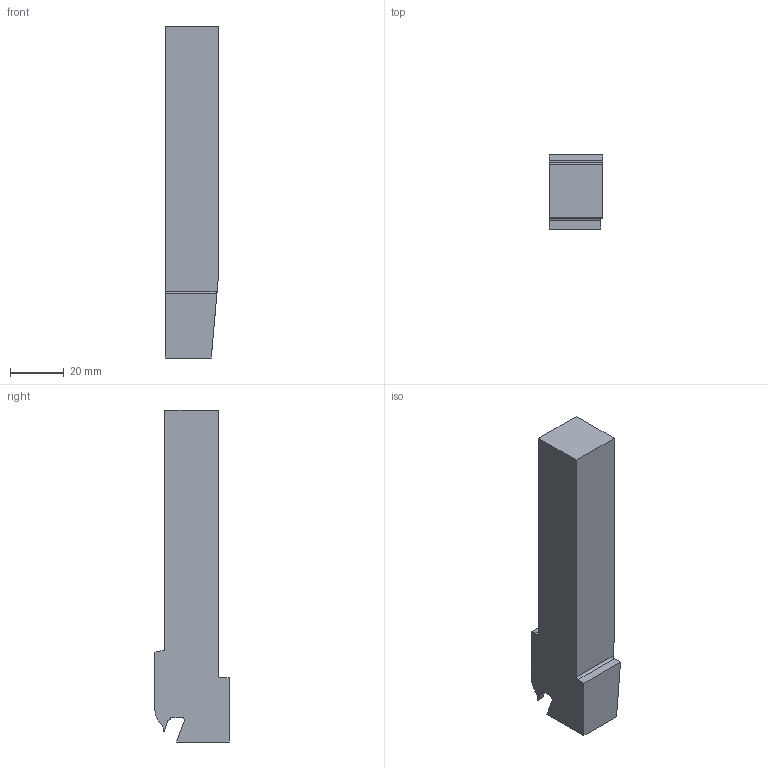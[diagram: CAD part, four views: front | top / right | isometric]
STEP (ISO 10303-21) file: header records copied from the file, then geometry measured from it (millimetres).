
FILE_DESCRIPTION(/* description */ (''),/* implementation_level */ '2;1');
FILE_NAME(/* name */ 'GWSR2020K00-F42.stp',/* time_stamp */ '2021-08-18T15:30:29+09:00',/* author */ (''),/* organization */ (''),/* preprocessor_version */ 'ST-DEVELOPER v16',/* originating_system */ 'SIEMENS PLM Software NX 10.0',/* authorisation */ '');
FILE_SCHEMA (('AUTOMOTIVE_DESIGN { 1 0 10303 214 3 1 1 1 }'));
Length unit declared in the file: millimetre
Products named in the file (1): GWSR2020K00-F42
Bounding box: 20 x 27.72 x 124 mm (x, y, z)
Volume: 45061.4 mm3; surface area: 10978.7 mm2
Topology: 1 solids, 1 shells, 46 faces, 127 edges, 86 vertices
Faces by surface type: plane 25, cylinder 17, torus 4
Entity records: 1562 total; most frequent: CARTESIAN_POINT 279, DIRECTION 268, ORIENTED_EDGE 254, EDGE_CURVE 127, AXIS2_PLACEMENT_3D 91, LINE 86, VECTOR 86, VERTEX_POINT 83
